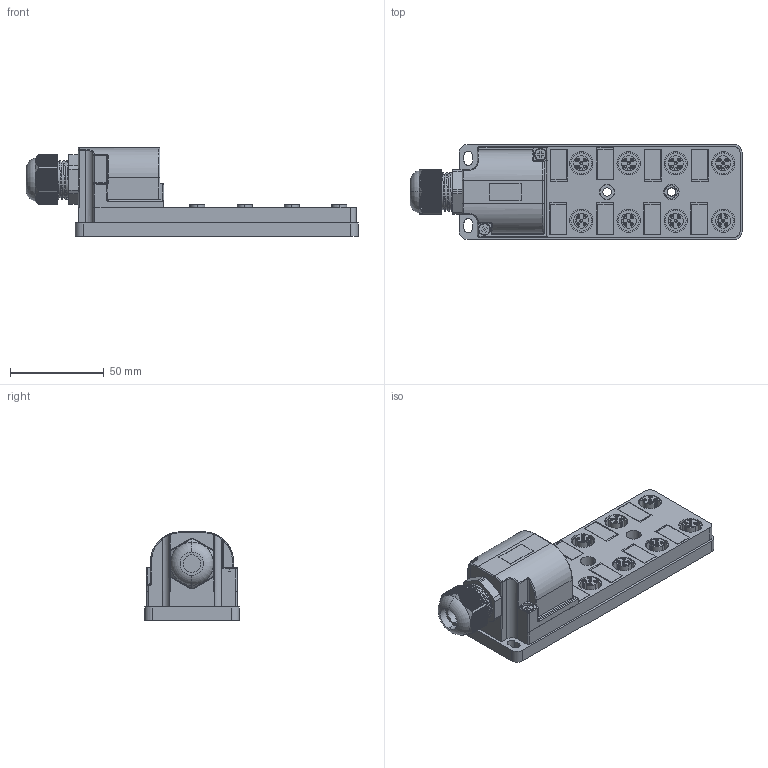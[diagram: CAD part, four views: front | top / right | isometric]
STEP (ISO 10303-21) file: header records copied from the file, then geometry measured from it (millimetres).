
FILE_DESCRIPTION (( 'STEP AP214' ), '1' );
FILE_NAME ('ZP-JBH84-00-FW.STEP', '2018-03-09T11:31:19', ( '' ), ( '' ), 'SwSTEP 2.0', 'SolidWorks 2017', '' );
FILE_SCHEMA (( 'AUTOMOTIVE_DESIGN' ));
Length unit declared in the file: millimetre
Products named in the file (1): ZP-JBH84-00-FW
Bounding box: 176.76 x 50.57 x 47 mm (x, y, z)
Volume: 168468.6 mm3; surface area: 38371.8 mm2
Topology: 10 solids, 10 shells, 1530 faces, 3824 edges, 2470 vertices
Faces by surface type: plane 862, cylinder 393, bspline 169, cone 84, torus 17, sphere 5
Entity records: 71185 total; most frequent: CARTESIAN_POINT 19061, ORIENTED_EDGE 7638, DIRECTION 6700, EDGE_CURVE 3819, VERTEX_POINT 2470, VECTOR 2364, LINE 2364, AXIS2_PLACEMENT_3D 2168
